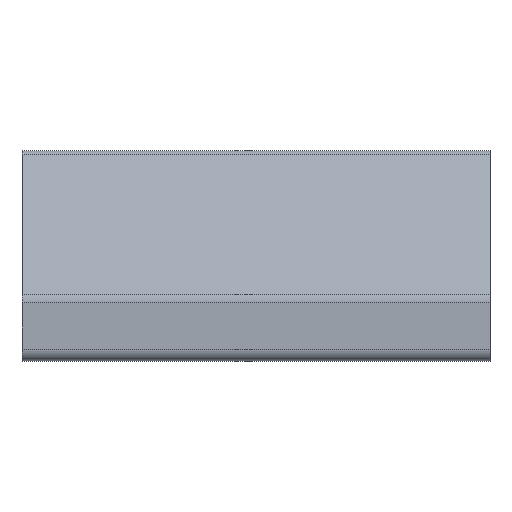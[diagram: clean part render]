
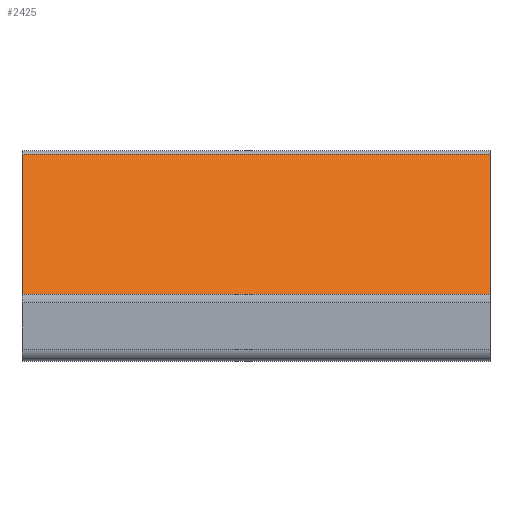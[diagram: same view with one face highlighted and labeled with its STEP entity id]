
A CAD part, top view. The second image highlights one B-rep face of the part: STEP entity #2425.
In plain terms, the highlighted planar face has unit normal (0, 0.707, 0.707).
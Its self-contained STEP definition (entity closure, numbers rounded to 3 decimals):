
#7 = EDGE_CURVE ( 'NONE', #406, #399, #1879, .T. ) ;
#123 = CARTESIAN_POINT ( 'NONE',  ( -40.816, 46.63, 21.768 ) ) ;
#136 = CARTESIAN_POINT ( 'NONE',  ( 59.184, 46.63, 21.768 ) ) ;
#231 = EDGE_LOOP ( 'NONE', ( #732, #2127, #2279, #526 ) ) ;
#304 = LINE ( 'NONE', #123, #1450 ) ;
#334 = DIRECTION ( 'NONE',  ( 0., -0.707, 0.707 ) ) ;
#399 = VERTEX_POINT ( 'NONE', #136 ) ;
#406 = VERTEX_POINT ( 'NONE', #498 ) ;
#452 = LINE ( 'NONE', #513, #1001 ) ;
#498 = CARTESIAN_POINT ( 'NONE',  ( 59.184, 76.666, -8.268 ) ) ;
#513 = CARTESIAN_POINT ( 'NONE',  ( 59.184, 46.63, 21.768 ) ) ;
#526 = ORIENTED_EDGE ( 'NONE', *, *, #1401, .T. ) ;
#641 = DIRECTION ( 'NONE',  ( 0., -0.707, -0.707 ) ) ;
#652 = LINE ( 'NONE', #939, #1976 ) ;
#732 = ORIENTED_EDGE ( 'NONE', *, *, #769, .T. ) ;
#744 = VERTEX_POINT ( 'NONE', #1346 ) ;
#757 = VECTOR ( 'NONE', #334, 1000. ) ;
#769 = EDGE_CURVE ( 'NONE', #893, #744, #304, .T. ) ;
#846 = CARTESIAN_POINT ( 'NONE',  ( 59.184, 46.63, 21.768 ) ) ;
#893 = VERTEX_POINT ( 'NONE', #1822 ) ;
#939 = CARTESIAN_POINT ( 'NONE',  ( 59.184, 76.666, -8.268 ) ) ;
#967 = FACE_OUTER_BOUND ( 'NONE', #231, .T. ) ;
#1001 = VECTOR ( 'NONE', #2206, 1000. ) ;
#1032 = DIRECTION ( 'NONE',  ( 0., 0.707, -0.707 ) ) ;
#1346 = CARTESIAN_POINT ( 'NONE',  ( -40.816, 46.63, 21.768 ) ) ;
#1401 = EDGE_CURVE ( 'NONE', #406, #893, #652, .T. ) ;
#1450 = VECTOR ( 'NONE', #2170, 1000. ) ;
#1484 = DIRECTION ( 'NONE',  ( -1., 0., 0. ) ) ;
#1822 = CARTESIAN_POINT ( 'NONE',  ( -40.816, 76.666, -8.268 ) ) ;
#1825 = CARTESIAN_POINT ( 'NONE',  ( 59.184, 46.63, 21.768 ) ) ;
#1879 = LINE ( 'NONE', #1825, #757 ) ;
#1976 = VECTOR ( 'NONE', #1484, 1000. ) ;
#2064 = AXIS2_PLACEMENT_3D ( 'NONE', #846, #641, #1032 ) ;
#2127 = ORIENTED_EDGE ( 'NONE', *, *, #2449, .F. ) ;
#2138 = PLANE ( 'NONE',  #2064 ) ;
#2170 = DIRECTION ( 'NONE',  ( 0., -0.707, 0.707 ) ) ;
#2206 = DIRECTION ( 'NONE',  ( -1., 0., 0. ) ) ;
#2279 = ORIENTED_EDGE ( 'NONE', *, *, #7, .F. ) ;
#2425 = ADVANCED_FACE ( 'NONE', ( #967 ), #2138, .F. ) ;
#2449 = EDGE_CURVE ( 'NONE', #399, #744, #452, .T. ) ;
